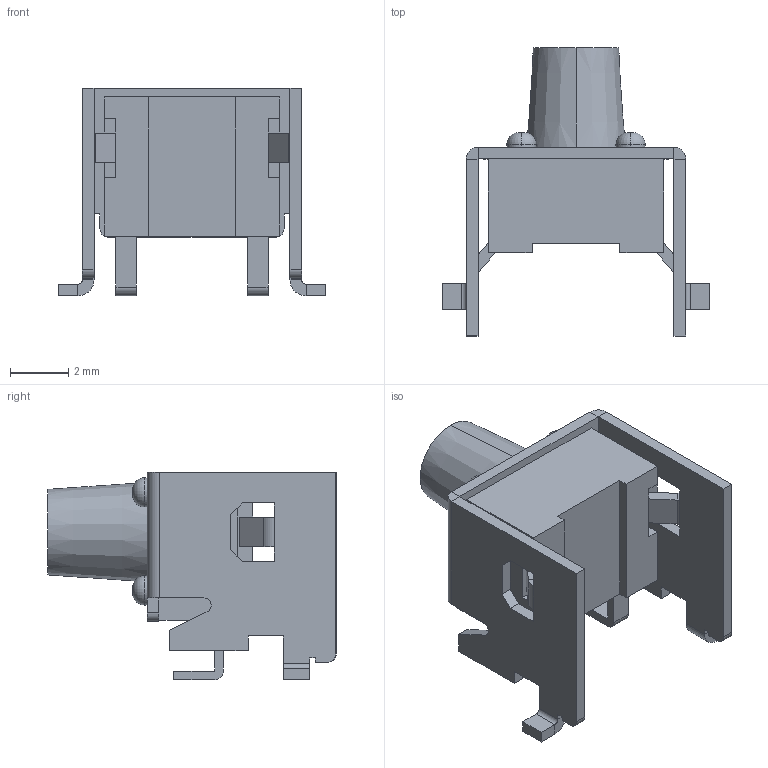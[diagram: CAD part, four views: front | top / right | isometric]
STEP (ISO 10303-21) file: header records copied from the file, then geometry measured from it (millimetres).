
FILE_DESCRIPTION (( 'STEP AP214' ), '1' );
FILE_NAME ('SW-SMD_GT-TC050B-H070-L1.STEP', '2024-10-17T15:11:21', ( '' ), ( '' ), 'SwSTEP 2.0', 'SolidWorks 2020', '' );
FILE_SCHEMA (( 'AUTOMOTIVE_DESIGN' ));
Length unit declared in the file: millimetre
Products named in the file (1): SW-SMD_GT-TC050B-H070-L1
Bounding box: 9.1 x 9.86 x 7.1 mm (x, y, z)
Volume: 158.1 mm3; surface area: 367.5 mm2
Topology: 1 solids, 1 shells, 383 faces, 1011 edges, 654 vertices
Faces by surface type: plane 247, bspline 98, cylinder 28, torus 8, cone 2
Entity records: 16458 total; most frequent: CARTESIAN_POINT 3355, ORIENTED_EDGE 2022, DIRECTION 1461, EDGE_CURVE 1011, LINE 733, VECTOR 733, VERTEX_POINT 654, EDGE_LOOP 415
